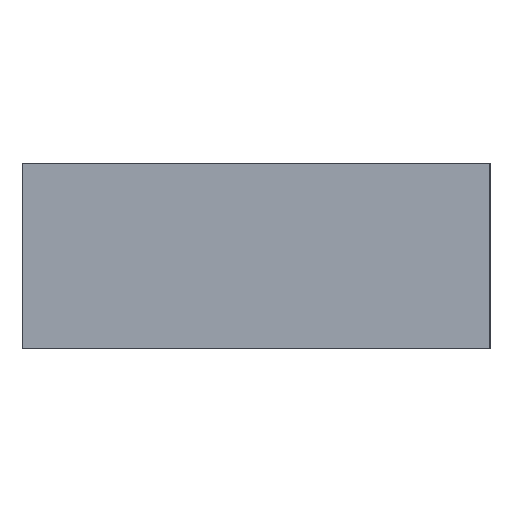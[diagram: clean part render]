
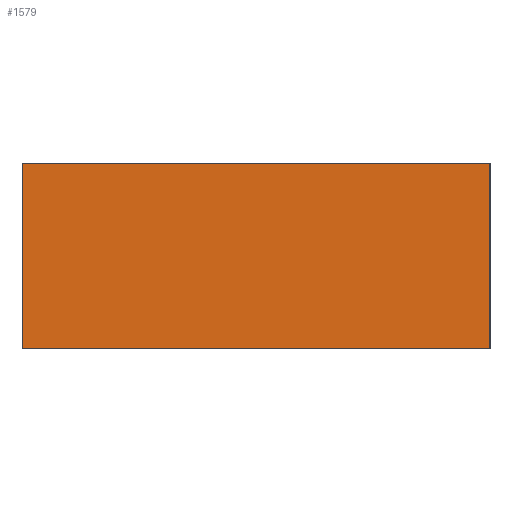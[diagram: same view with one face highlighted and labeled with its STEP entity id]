
A CAD part, left-side view. The second image highlights one B-rep face of the part: STEP entity #1579.
In plain terms, the highlighted planar face has unit normal (-1, 0, 0).
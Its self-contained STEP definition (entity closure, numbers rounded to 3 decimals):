
#33 = VERTEX_POINT('',#34);
#34 = CARTESIAN_POINT('',(-2.35,-2.15,1.7));
#43 = PLANE('',#44);
#44 = AXIS2_PLACEMENT_3D('',#45,#46,#47);
#45 = CARTESIAN_POINT('',(-2.35,-2.15,1.7));
#46 = DIRECTION('',(0.,-1.,0.));
#47 = DIRECTION('',(0.,0.,-1.));
#55 = PLANE('',#56);
#56 = AXIS2_PLACEMENT_3D('',#57,#58,#59);
#57 = CARTESIAN_POINT('',(-1.85,0.,1.7));
#58 = DIRECTION('',(0.,0.,1.));
#59 = DIRECTION('',(1.,0.,0.));
#96 = VERTEX_POINT('',#97);
#97 = CARTESIAN_POINT('',(-2.35,-2.15,0.));
#111 = PLANE('',#112);
#112 = AXIS2_PLACEMENT_3D('',#113,#114,#115);
#113 = CARTESIAN_POINT('',(0.,0.,0.));
#114 = DIRECTION('',(0.,0.,1.));
#115 = DIRECTION('',(1.,0.,0.));
#123 = EDGE_CURVE('',#96,#33,#124,.T.);
#124 = SURFACE_CURVE('',#125,(#129,#136),.PCURVE_S1.);
#125 = LINE('',#126,#127);
#126 = CARTESIAN_POINT('',(-2.35,-2.15,0.));
#127 = VECTOR('',#128,1.);
#128 = DIRECTION('',(0.,0.,1.));
#129 = PCURVE('',#43,#130);
#130 = DEFINITIONAL_REPRESENTATION('',(#131),#135);
#131 = LINE('',#132,#133);
#132 = CARTESIAN_POINT('',(1.7,0.));
#133 = VECTOR('',#134,1.);
#134 = DIRECTION('',(-1.,0.));
#135 = ( GEOMETRIC_REPRESENTATION_CONTEXT(2) 
PARAMETRIC_REPRESENTATION_CONTEXT() REPRESENTATION_CONTEXT('2D SPACE',''
  ) );
#136 = PCURVE('',#137,#142);
#137 = PLANE('',#138);
#138 = AXIS2_PLACEMENT_3D('',#139,#140,#141);
#139 = CARTESIAN_POINT('',(-2.35,2.05,0.));
#140 = DIRECTION('',(1.,0.,0.));
#141 = DIRECTION('',(0.,0.,1.));
#142 = DEFINITIONAL_REPRESENTATION('',(#143),#147);
#143 = LINE('',#144,#145);
#144 = CARTESIAN_POINT('',(0.,4.2));
#145 = VECTOR('',#146,1.);
#146 = DIRECTION('',(1.,0.));
#147 = ( GEOMETRIC_REPRESENTATION_CONTEXT(2) 
PARAMETRIC_REPRESENTATION_CONTEXT() REPRESENTATION_CONTEXT('2D SPACE',''
  ) );
#177 = VERTEX_POINT('',#178);
#178 = CARTESIAN_POINT('',(-2.35,2.15,1.7));
#192 = PLANE('',#193);
#193 = AXIS2_PLACEMENT_3D('',#194,#195,#196);
#194 = CARTESIAN_POINT('',(-1.35,2.15,1.7));
#195 = DIRECTION('',(0.,1.,0.));
#196 = DIRECTION('',(0.,0.,1.));
#204 = EDGE_CURVE('',#33,#177,#205,.T.);
#205 = SURFACE_CURVE('',#206,(#210,#217),.PCURVE_S1.);
#206 = LINE('',#207,#208);
#207 = CARTESIAN_POINT('',(-2.35,2.05,1.7));
#208 = VECTOR('',#209,1.);
#209 = DIRECTION('',(0.,1.,0.));
#210 = PCURVE('',#55,#211);
#211 = DEFINITIONAL_REPRESENTATION('',(#212),#216);
#212 = LINE('',#213,#214);
#213 = CARTESIAN_POINT('',(-0.5,2.05));
#214 = VECTOR('',#215,1.);
#215 = DIRECTION('',(0.,1.));
#216 = ( GEOMETRIC_REPRESENTATION_CONTEXT(2) 
PARAMETRIC_REPRESENTATION_CONTEXT() REPRESENTATION_CONTEXT('2D SPACE',''
  ) );
#217 = PCURVE('',#137,#218);
#218 = DEFINITIONAL_REPRESENTATION('',(#219),#223);
#219 = LINE('',#220,#221);
#220 = CARTESIAN_POINT('',(1.7,0.));
#221 = VECTOR('',#222,1.);
#222 = DIRECTION('',(0.,-1.));
#223 = ( GEOMETRIC_REPRESENTATION_CONTEXT(2) 
PARAMETRIC_REPRESENTATION_CONTEXT() REPRESENTATION_CONTEXT('2D SPACE',''
  ) );
#229 = EDGE_CURVE('',#177,#230,#232,.T.);
#230 = VERTEX_POINT('',#231);
#231 = CARTESIAN_POINT('',(-2.35,2.15,0.));
#232 = SURFACE_CURVE('',#233,(#237,#244),.PCURVE_S1.);
#233 = LINE('',#234,#235);
#234 = CARTESIAN_POINT('',(-2.35,2.15,1.7));
#235 = VECTOR('',#236,1.);
#236 = DIRECTION('',(0.,0.,-1.));
#237 = PCURVE('',#192,#238);
#238 = DEFINITIONAL_REPRESENTATION('',(#239),#243);
#239 = LINE('',#240,#241);
#240 = CARTESIAN_POINT('',(0.,-1.));
#241 = VECTOR('',#242,1.);
#242 = DIRECTION('',(-1.,0.));
#243 = ( GEOMETRIC_REPRESENTATION_CONTEXT(2) 
PARAMETRIC_REPRESENTATION_CONTEXT() REPRESENTATION_CONTEXT('2D SPACE',''
  ) );
#244 = PCURVE('',#137,#245);
#245 = DEFINITIONAL_REPRESENTATION('',(#246),#250);
#246 = LINE('',#247,#248);
#247 = CARTESIAN_POINT('',(1.7,-0.1));
#248 = VECTOR('',#249,1.);
#249 = DIRECTION('',(-1.,0.));
#250 = ( GEOMETRIC_REPRESENTATION_CONTEXT(2) 
PARAMETRIC_REPRESENTATION_CONTEXT() REPRESENTATION_CONTEXT('2D SPACE',''
  ) );
#299 = EDGE_CURVE('',#230,#96,#300,.T.);
#300 = SURFACE_CURVE('',#301,(#305,#312),.PCURVE_S1.);
#301 = LINE('',#302,#303);
#302 = CARTESIAN_POINT('',(-2.35,-2.05,0.));
#303 = VECTOR('',#304,1.);
#304 = DIRECTION('',(0.,-1.,0.));
#305 = PCURVE('',#111,#306);
#306 = DEFINITIONAL_REPRESENTATION('',(#307),#311);
#307 = LINE('',#308,#309);
#308 = CARTESIAN_POINT('',(-2.35,-2.05));
#309 = VECTOR('',#310,1.);
#310 = DIRECTION('',(0.,-1.));
#311 = ( GEOMETRIC_REPRESENTATION_CONTEXT(2) 
PARAMETRIC_REPRESENTATION_CONTEXT() REPRESENTATION_CONTEXT('2D SPACE',''
  ) );
#312 = PCURVE('',#137,#313);
#313 = DEFINITIONAL_REPRESENTATION('',(#314),#318);
#314 = LINE('',#315,#316);
#315 = CARTESIAN_POINT('',(0.,4.1));
#316 = VECTOR('',#317,1.);
#317 = DIRECTION('',(0.,1.));
#318 = ( GEOMETRIC_REPRESENTATION_CONTEXT(2) 
PARAMETRIC_REPRESENTATION_CONTEXT() REPRESENTATION_CONTEXT('2D SPACE',''
  ) );
#1579 = ADVANCED_FACE('',(#1580),#137,.F.);
#1580 = FACE_BOUND('',#1581,.T.);
#1581 = EDGE_LOOP('',(#1582,#1583,#1584,#1585));
#1582 = ORIENTED_EDGE('',*,*,#299,.T.);
#1583 = ORIENTED_EDGE('',*,*,#123,.T.);
#1584 = ORIENTED_EDGE('',*,*,#204,.T.);
#1585 = ORIENTED_EDGE('',*,*,#229,.T.);
